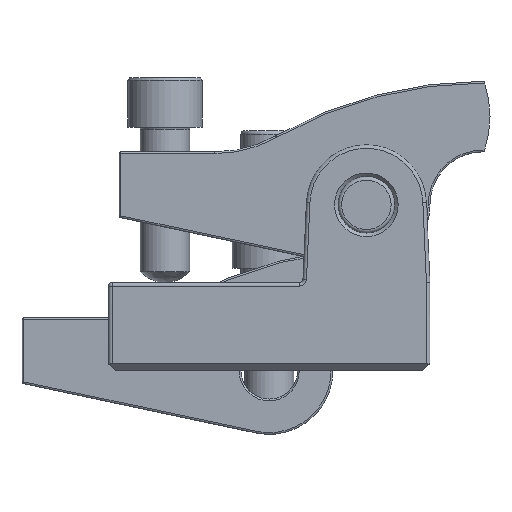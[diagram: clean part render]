
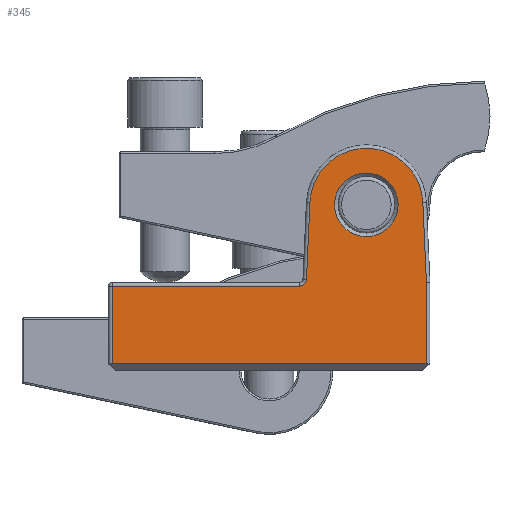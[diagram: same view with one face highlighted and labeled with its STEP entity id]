
A CAD part, left-side view. The second image highlights one B-rep face of the part: STEP entity #345.
In plain terms, the highlighted planar face has unit normal (-1, 0, 0).
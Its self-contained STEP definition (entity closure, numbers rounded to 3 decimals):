
#345 = ADVANCED_FACE( '', ( #586, #587 ), #588, .F. );
#586 = FACE_BOUND( '', #1006, .T. );
#587 = FACE_OUTER_BOUND( '', #1007, .T. );
#588 = PLANE( '', #1008 );
#1006 = EDGE_LOOP( '', ( #1750 ) );
#1007 = EDGE_LOOP( '', ( #1751, #1752, #1753, #1754, #1755, #1756, #1757, #1758 ) );
#1008 = AXIS2_PLACEMENT_3D( '', #1759, #1760, #1761 );
#1750 = ORIENTED_EDGE( '', *, *, #2369, .T. );
#1751 = ORIENTED_EDGE( '', *, *, #2370, .T. );
#1752 = ORIENTED_EDGE( '', *, *, #2371, .T. );
#1753 = ORIENTED_EDGE( '', *, *, #2372, .T. );
#1754 = ORIENTED_EDGE( '', *, *, #2373, .T. );
#1755 = ORIENTED_EDGE( '', *, *, #2374, .T. );
#1756 = ORIENTED_EDGE( '', *, *, #2375, .T. );
#1757 = ORIENTED_EDGE( '', *, *, #2376, .T. );
#1758 = ORIENTED_EDGE( '', *, *, #2339, .T. );
#1759 = CARTESIAN_POINT( '', ( -34., 45.5, 25. ) );
#1760 = DIRECTION( '', ( 1., 0., 0. ) );
#1761 = DIRECTION( '', ( 0., 0., -1. ) );
#2339 = EDGE_CURVE( '', #2700, #2704, #2706, .T. );
#2369 = EDGE_CURVE( '', #2758, #2758, #2759, .T. );
#2370 = EDGE_CURVE( '', #2704, #2760, #2761, .F. );
#2371 = EDGE_CURVE( '', #2760, #2762, #2763, .T. );
#2372 = EDGE_CURVE( '', #2762, #2764, #2765, .T. );
#2373 = EDGE_CURVE( '', #2764, #2766, #2767, .F. );
#2374 = EDGE_CURVE( '', #2766, #2768, #2769, .F. );
#2375 = EDGE_CURVE( '', #2768, #2770, #2771, .F. );
#2376 = EDGE_CURVE( '', #2770, #2700, #2772, .F. );
#2700 = VERTEX_POINT( '', #3284 );
#2704 = VERTEX_POINT( '', #3288 );
#2706 = CIRCLE( '', #3290, 2. );
#2758 = VERTEX_POINT( '', #3355 );
#2759 = CIRCLE( '', #3356, 9. );
#2760 = VERTEX_POINT( '', #3357 );
#2761 = LINE( '', #3358, #3359 );
#2762 = VERTEX_POINT( '', #3360 );
#2763 = LINE( '', #3361, #3362 );
#2764 = VERTEX_POINT( '', #3363 );
#2765 = LINE( '', #3364, #3365 );
#2766 = VERTEX_POINT( '', #3366 );
#2767 = LINE( '', #3367, #3368 );
#2768 = VERTEX_POINT( '', #3369 );
#2769 = LINE( '', #3370, #3371 );
#2770 = VERTEX_POINT( '', #3372 );
#2771 = CIRCLE( '', #3373, 16. );
#2772 = LINE( '', #3374, #3375 );
#3284 = CARTESIAN_POINT( '', ( -34., -10.542, 25.911 ) );
#3288 = CARTESIAN_POINT( '', ( -34., -8.544, 24. ) );
#3290 = AXIS2_PLACEMENT_3D( '', #3814, #3815, #3816 );
#3355 = CARTESIAN_POINT( '', ( -34., -27.5, 38. ) );
#3356 = AXIS2_PLACEMENT_3D( '', #3878, #3879, #3880 );
#3357 = CARTESIAN_POINT( '', ( -34., 44.5, 24. ) );
#3358 = CARTESIAN_POINT( '', ( -34., 45.5, 24. ) );
#3359 = VECTOR( '', #3881, 1000. );
#3360 = CARTESIAN_POINT( '', ( -34., 44.5, 2. ) );
#3361 = CARTESIAN_POINT( '', ( -34., 44.5, 25. ) );
#3362 = VECTOR( '', #3882, 1000. );
#3363 = CARTESIAN_POINT( '', ( -34., -44.5, 2. ) );
#3364 = CARTESIAN_POINT( '', ( -34., 45.5, 2. ) );
#3365 = VECTOR( '', #3883, 1000. );
#3366 = CARTESIAN_POINT( '', ( -34., -44.5, 24.978 ) );
#3367 = CARTESIAN_POINT( '', ( -34., -44.5, 25. ) );
#3368 = VECTOR( '', #3884, 1000. );
#3369 = CARTESIAN_POINT( '', ( -34., -43.484, 47.714 ) );
#3370 = CARTESIAN_POINT( '', ( -34., -44.32, 29.013 ) );
#3371 = VECTOR( '', #3885, 1000. );
#3372 = CARTESIAN_POINT( '', ( -34., -11.516, 47.714 ) );
#3373 = AXIS2_PLACEMENT_3D( '', #3886, #3887, #3888 );
#3374 = CARTESIAN_POINT( '', ( -34., -10.389, 22.503 ) );
#3375 = VECTOR( '', #3889, 1000. );
#3814 = CARTESIAN_POINT( '', ( -34., -8.544, 26. ) );
#3815 = DIRECTION( '', ( 1., 0., 0. ) );
#3816 = DIRECTION( '', ( 0., 0., -1. ) );
#3878 = CARTESIAN_POINT( '', ( -34., -27.5, 47. ) );
#3879 = DIRECTION( '', ( 1., 0., 0. ) );
#3880 = DIRECTION( '', ( 0., 0., -1. ) );
#3881 = DIRECTION( '', ( 0., -1., 0. ) );
#3882 = DIRECTION( '', ( 0., 0., -1. ) );
#3883 = DIRECTION( '', ( 0., -1., 0. ) );
#3884 = DIRECTION( '', ( 0., 0., -1. ) );
#3885 = DIRECTION( '', ( 0., -0.045, -0.999 ) );
#3886 = CARTESIAN_POINT( '', ( -34., -27.5, 47. ) );
#3887 = DIRECTION( '', ( 1., 0., 0. ) );
#3888 = DIRECTION( '', ( 0., 0., -1. ) );
#3889 = DIRECTION( '', ( 0., -0.045, 0.999 ) );
